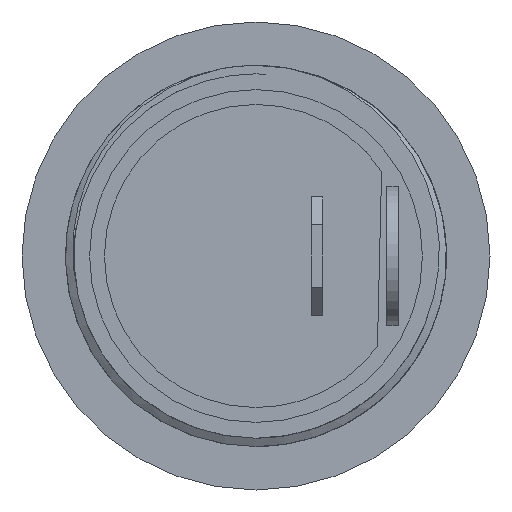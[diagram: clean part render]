
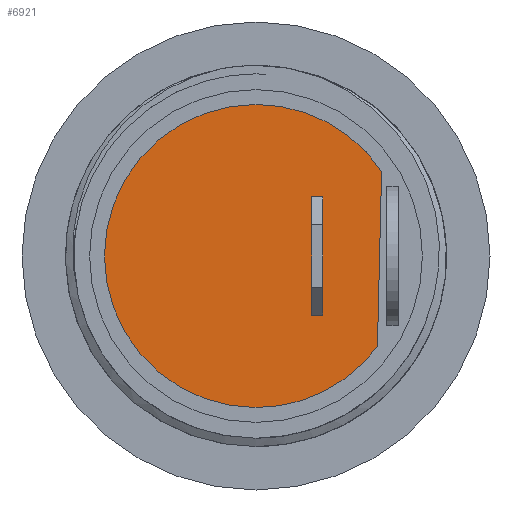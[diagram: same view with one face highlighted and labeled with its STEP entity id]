
A CAD part, front view. The second image highlights one B-rep face of the part: STEP entity #6921.
In plain terms, the highlighted planar face has unit normal (0, -1, 0).
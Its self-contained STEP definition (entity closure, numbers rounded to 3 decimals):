
#300 = AXIS2_PLACEMENT_3D ( 'NONE', #12818, #10270, #15658 ) ;
#1140 = VERTEX_POINT ( 'NONE', #10474 ) ;
#1362 = EDGE_CURVE ( 'NONE', #1140, #7799, #2363, .T. ) ;
#1427 = DIRECTION ( 'NONE',  ( 0., -1., 0. ) ) ;
#1648 = CIRCLE ( 'NONE', #11891, 5.44 ) ;
#2229 = VECTOR ( 'NONE', #4135, 1000. ) ;
#2363 = CIRCLE ( 'NONE', #300, 5.44 ) ;
#2631 = ORIENTED_EDGE ( 'NONE', *, *, #1362, .T. ) ;
#2757 = FACE_OUTER_BOUND ( 'NONE', #13030, .T. ) ;
#3936 = CARTESIAN_POINT ( 'NONE',  ( 0., -30.5, 0. ) ) ;
#4135 = DIRECTION ( 'NONE',  ( -0.024, 0., -1. ) ) ;
#5016 = EDGE_CURVE ( 'NONE', #1140, #11839, #16652, .T. ) ;
#5637 = VERTEX_POINT ( 'NONE', #10406 ) ;
#5655 = DIRECTION ( 'NONE',  ( 0., 0., -1. ) ) ;
#6010 = AXIS2_PLACEMENT_3D ( 'NONE', #3936, #9557, #5655 ) ;
#6051 = AXIS2_PLACEMENT_3D ( 'NONE', #17363, #16005, #14447 ) ;
#6474 = ORIENTED_EDGE ( 'NONE', *, *, #5016, .F. ) ;
#6656 = ORIENTED_EDGE ( 'NONE', *, *, #15299, .T. ) ;
#6921 = ADVANCED_FACE ( 'NONE', ( #2757 ), #15370, .T. ) ;
#6975 = CARTESIAN_POINT ( 'NONE',  ( 4.359, -30.5, -3.254 ) ) ;
#7799 = VERTEX_POINT ( 'NONE', #8648 ) ;
#8074 = CIRCLE ( 'NONE', #6010, 5.44 ) ;
#8466 = CARTESIAN_POINT ( 'NONE',  ( 4.508, -30.5, 3.046 ) ) ;
#8648 = CARTESIAN_POINT ( 'NONE',  ( 0., -30.5, 5.44 ) ) ;
#9557 = DIRECTION ( 'NONE',  ( 0., -1., 0. ) ) ;
#10270 = DIRECTION ( 'NONE',  ( 0., -1., 0. ) ) ;
#10406 = CARTESIAN_POINT ( 'NONE',  ( 0., -30.5, -5.44 ) ) ;
#10474 = CARTESIAN_POINT ( 'NONE',  ( 4.508, -30.5, 3.046 ) ) ;
#10616 = ORIENTED_EDGE ( 'NONE', *, *, #16158, .T. ) ;
#11839 = VERTEX_POINT ( 'NONE', #6975 ) ;
#11891 = AXIS2_PLACEMENT_3D ( 'NONE', #13692, #1427, #16604 ) ;
#12818 = CARTESIAN_POINT ( 'NONE',  ( 0., -30.5, 0. ) ) ;
#13030 = EDGE_LOOP ( 'NONE', ( #6474, #2631, #10616, #6656 ) ) ;
#13692 = CARTESIAN_POINT ( 'NONE',  ( 0., -30.5, 0. ) ) ;
#14447 = DIRECTION ( 'NONE',  ( 0., 0., -1. ) ) ;
#15299 = EDGE_CURVE ( 'NONE', #5637, #11839, #1648, .T. ) ;
#15370 = PLANE ( 'NONE',  #6051 ) ;
#15658 = DIRECTION ( 'NONE',  ( 0., 0., -1. ) ) ;
#16005 = DIRECTION ( 'NONE',  ( 0., -1., 0. ) ) ;
#16158 = EDGE_CURVE ( 'NONE', #7799, #5637, #8074, .T. ) ;
#16604 = DIRECTION ( 'NONE',  ( 0., 0., -1. ) ) ;
#16652 = LINE ( 'NONE', #8466, #2229 ) ;
#17363 = CARTESIAN_POINT ( 'NONE',  ( 0., -30.5, 0. ) ) ;
